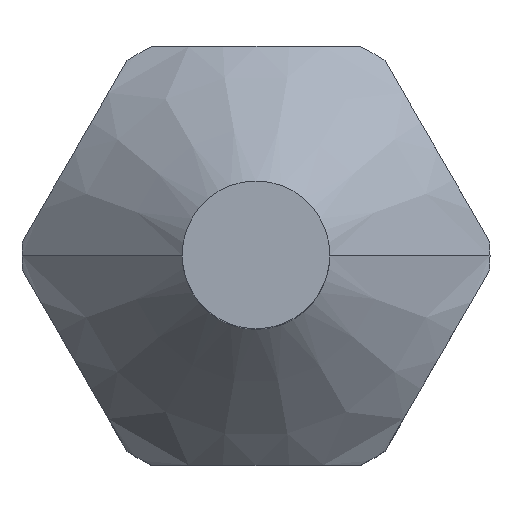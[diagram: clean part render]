
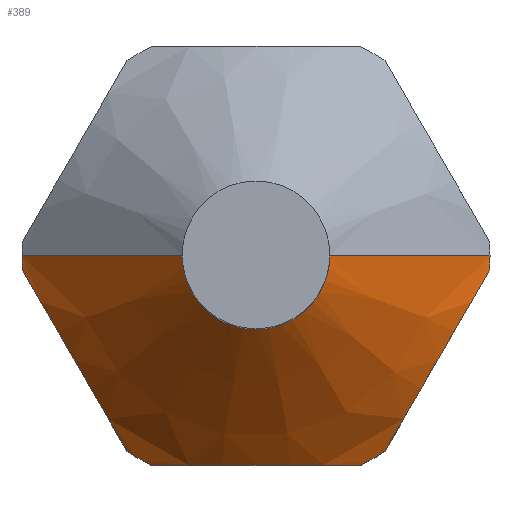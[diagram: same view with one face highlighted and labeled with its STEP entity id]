
A CAD part, top view. The second image highlights one B-rep face of the part: STEP entity #389.
In plain terms, the highlighted conical face has half-angle 45 degrees and reference radius 6.25 mm.
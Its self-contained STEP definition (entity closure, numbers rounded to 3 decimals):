
#293=EDGE_CURVE('',#535,#497,#684,.T.);
#313=EDGE_CURVE('',#379,#435,#707,.T.);
#327=EDGE_CURVE('',#439,#463,#722,.T.);
#349=EDGE_CURVE('',#471,#407,#746,.T.);
#369=EDGE_CURVE('',#379,#449,#768,.T.);
#379=VERTEX_POINT('',#781);
#387=EDGE_CURVE('',#405,#407,#790,.T.);
#389=ADVANCED_FACE('',(#792),#793,.T.);
#405=VERTEX_POINT('',#810);
#407=VERTEX_POINT('',#812);
#411=EDGE_CURVE('',#439,#435,#816,.T.);
#435=VERTEX_POINT('',#843);
#439=VERTEX_POINT('',#847);
#449=VERTEX_POINT('',#858);
#455=EDGE_CURVE('',#471,#463,#865,.T.);
#463=VERTEX_POINT('',#873);
#465=EDGE_CURVE('',#535,#405,#875,.T.);
#469=EDGE_CURVE('',#449,#497,#879,.T.);
#471=VERTEX_POINT('',#881);
#497=VERTEX_POINT('',#910);
#535=VERTEX_POINT('',#952);
#684=CIRCLE('',#1162,3.0);
#707=(B_SPLINE_CURVE(2,(#1210,#1211,#1212),.UNSPECIFIED.,.F.,.F.)B_SPLINE_CURVE_WITH_KNOTS((3,3),(0.0,8.718),.UNSPECIFIED.)RATIONAL_B_SPLINE_CURVE((1.0,1.118,1.0))BOUNDED_CURVE()REPRESENTATION_ITEM('')GEOMETRIC_REPRESENTATION_ITEM()CURVE());
#722=(B_SPLINE_CURVE(2,(#1248,#1249,#1250),.UNSPECIFIED.,.F.,.F.)B_SPLINE_CURVE_WITH_KNOTS((3,3),(0.0,8.718),.UNSPECIFIED.)RATIONAL_B_SPLINE_CURVE((1.0,1.118,1.0))BOUNDED_CURVE()REPRESENTATION_ITEM('')GEOMETRIC_REPRESENTATION_ITEM()CURVE());
#746=(B_SPLINE_CURVE(2,(#1291,#1292,#1293),.UNSPECIFIED.,.F.,.F.)B_SPLINE_CURVE_WITH_KNOTS((3,3),(0.0,8.718),.UNSPECIFIED.)RATIONAL_B_SPLINE_CURVE((1.0,1.118,1.0))BOUNDED_CURVE()REPRESENTATION_ITEM('')GEOMETRIC_REPRESENTATION_ITEM()CURVE());
#768=CIRCLE('',#1332,9.5);
#781=CARTESIAN_POINT('',(9.483,-0.576,8.5));
#790=CIRCLE('',#1365,9.5);
#792=FACE_OUTER_BOUND('',#1367,.T.);
#793=CONICAL_SURFACE('',#1368,6.25,0.785);
#810=CARTESIAN_POINT('',(-9.5,0.,8.5));
#812=CARTESIAN_POINT('',(-9.483,-0.576,8.5));
#816=CIRCLE('',#1408,9.5);
#843=CARTESIAN_POINT('',(5.24,-7.924,8.5));
#847=CARTESIAN_POINT('',(4.243,-8.5,8.5));
#858=CARTESIAN_POINT('',(9.5,0.,8.5));
#865=CIRCLE('',#1490,9.5);
#873=CARTESIAN_POINT('',(-4.243,-8.5,8.5));
#875=LINE('',#1505,#1506);
#879=LINE('',#1512,#1513);
#881=CARTESIAN_POINT('',(-5.24,-7.924,8.5));
#910=CARTESIAN_POINT('',(3.0,0.,15.0));
#952=CARTESIAN_POINT('',(-3.0,0.,15.0));
#1162=AXIS2_PLACEMENT_3D('',#1795,#1796,#1797);
#1210=CARTESIAN_POINT('',(9.483,-0.576,8.5));
#1211=CARTESIAN_POINT('',(7.361,-4.25,10.395));
#1212=CARTESIAN_POINT('',(5.24,-7.924,8.5));
#1248=CARTESIAN_POINT('',(4.243,-8.5,8.5));
#1249=CARTESIAN_POINT('',(0.,-8.5,10.395));
#1250=CARTESIAN_POINT('',(-4.243,-8.5,8.5));
#1291=CARTESIAN_POINT('',(-5.24,-7.924,8.5));
#1292=CARTESIAN_POINT('',(-7.361,-4.25,10.395));
#1293=CARTESIAN_POINT('',(-9.483,-0.576,8.5));
#1332=AXIS2_PLACEMENT_3D('',#1901,#1902,#1903);
#1365=AXIS2_PLACEMENT_3D('',#1936,#1937,#1938);
#1367=EDGE_LOOP('',(#1940,#1941,#1942,#1943,#1944,#1945,#1946,#1947,#1948,#1949));
#1368=AXIS2_PLACEMENT_3D('',#1950,#1951,#1952);
#1408=AXIS2_PLACEMENT_3D('',#1964,#1965,#1966);
#1490=AXIS2_PLACEMENT_3D('',#2018,#2019,#2020);
#1505=CARTESIAN_POINT('',(-6.25,0.,11.75));
#1506=VECTOR('',#2023,1.0);
#1512=CARTESIAN_POINT('',(6.25,0.,11.75));
#1513=VECTOR('',#2027,1.0);
#1795=CARTESIAN_POINT('',(0.,0.,15.0));
#1796=DIRECTION('',(0.,0.,1.0));
#1797=DIRECTION('',(-1.0,0.,0.0));
#1901=CARTESIAN_POINT('',(0.,0.,8.5));
#1902=DIRECTION('',(0.,0.,1.0));
#1903=DIRECTION('',(-1.0,0.,0.0));
#1936=CARTESIAN_POINT('',(0.,0.,8.5));
#1937=DIRECTION('',(0.,0.,1.0));
#1938=DIRECTION('',(-1.0,0.,0.0));
#1940=ORIENTED_EDGE('',*,*,#465,.T.);
#1941=ORIENTED_EDGE('',*,*,#387,.T.);
#1942=ORIENTED_EDGE('',*,*,#349,.F.);
#1943=ORIENTED_EDGE('',*,*,#455,.T.);
#1944=ORIENTED_EDGE('',*,*,#327,.F.);
#1945=ORIENTED_EDGE('',*,*,#411,.T.);
#1946=ORIENTED_EDGE('',*,*,#313,.F.);
#1947=ORIENTED_EDGE('',*,*,#369,.T.);
#1948=ORIENTED_EDGE('',*,*,#469,.T.);
#1949=ORIENTED_EDGE('',*,*,#293,.F.);
#1950=CARTESIAN_POINT('',(0.,0.,11.75));
#1951=DIRECTION('',(0.,0.,-1.0));
#1952=DIRECTION('',(-1.0,0.,0.0));
#1964=CARTESIAN_POINT('',(0.,0.,8.5));
#1965=DIRECTION('',(0.,0.,1.0));
#1966=DIRECTION('',(-1.0,0.,0.0));
#2018=CARTESIAN_POINT('',(0.,0.,8.5));
#2019=DIRECTION('',(0.,0.,1.0));
#2020=DIRECTION('',(-1.0,0.,0.0));
#2023=DIRECTION('',(-0.707,0.,-0.707));
#2027=DIRECTION('',(-0.707,0.,0.707));
